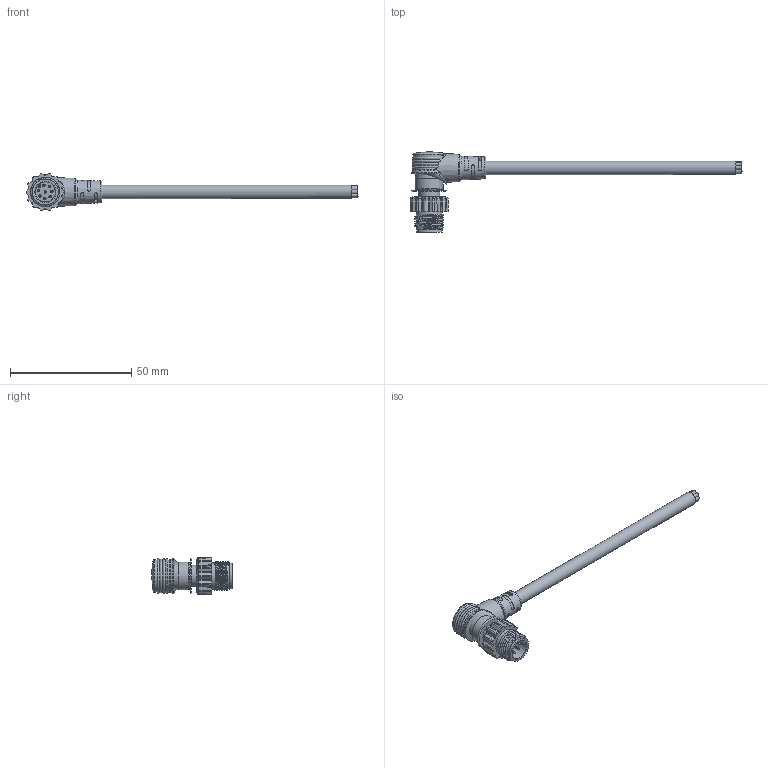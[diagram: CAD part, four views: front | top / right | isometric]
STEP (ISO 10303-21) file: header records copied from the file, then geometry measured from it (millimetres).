
FILE_DESCRIPTION(/* description */ ('Unknown'),/* implementation_level */ '2;1');
FILE_NAME(/* name */ '643631120308',/* time_stamp */ '2022-09-13T13:50:17+02:00',/* author */ ('Unknown'),/* organization */ ('Unknown'),/* preprocessor_version */ 'ST-DEVELOPER v16.7',/* originating_system */ 'Solid Edge',/* authorisation */ 'Unknown');
FILE_SCHEMA (('AUTOMOTIVE_DESIGN {1 0 10303 214 3 1 1}'));
Length unit declared in the file: millimetre
Products named in the file (7): 6436311203xx; 6436321203xx_Body; 6436311203xx_Screw Nut; 64363x120308_Housing; 6436xx120308_Cable_M; 643632120308_Pin; 6436321203xx_Seal
Assembly tree (13 placements, depth 2):
  6436311203xx
    6436321203xx_Body
    6436311203xx_Screw Nut
    64363x120308_Housing
    6436xx120308_Cable_M
    643632120308_Pin  x8
    6436321203xx_Seal
Bounding box: 136.7 x 33.2 x 15.44 mm (x, y, z)
Volume: 7978.4 mm3; surface area: 9620.7 mm2
Topology: 13 solids, 13 shells, 702 faces, 1707 edges, 1106 vertices
Faces by surface type: cylinder 279, plane 190, cone 99, bspline 71, torus 52, sphere 11
Full cylindrical faces by diameter (mm): 0.61 x8, 0.8 x8, 0.9 x8, 1 x16, 1.2 x8, 1.4 x48, 1.42 x16, 1.46 x8, 1.53 x32, 5.5 x3, 8.05 x6, 8.8 x7, 8.9 x2, 9.5 x1, 9.6 x1, 10.6 x1, 10.76 x6, 11.5 x1, 14.2 x2
Entity records: 18654 total; most frequent: CARTESIAN_POINT 9209, ORIENTED_EDGE 1872, DIRECTION 1579, EDGE_CURVE 936, VERTEX_POINT 667, AXIS2_PLACEMENT_3D 666, FACE_BOUND 589, EDGE_LOOP 588
